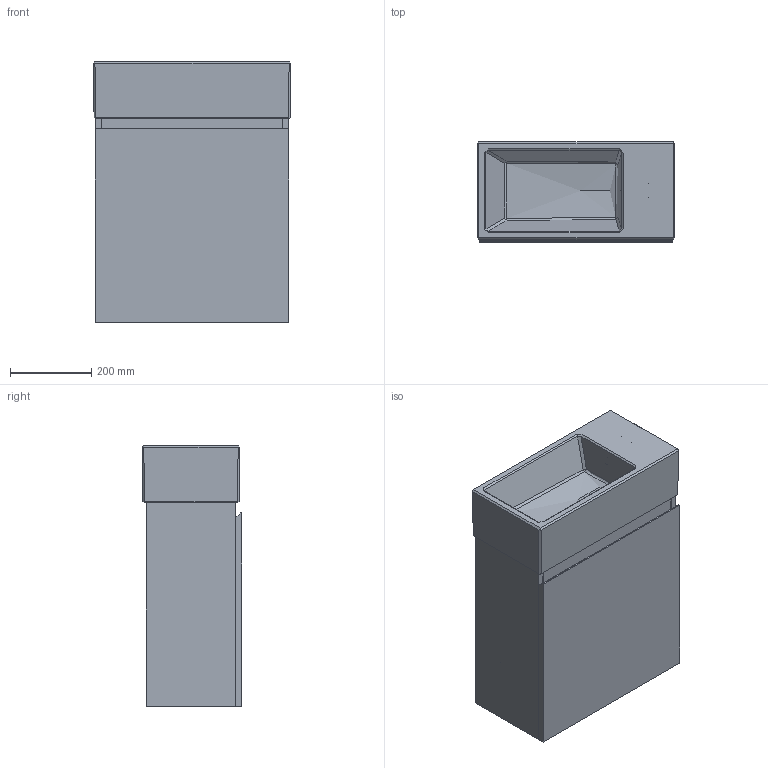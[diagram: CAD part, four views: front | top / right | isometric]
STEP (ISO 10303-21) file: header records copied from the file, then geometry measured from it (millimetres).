
FILE_DESCRIPTION(/* description */ (''),/* implementation_level */ '2;1');
FILE_NAME(/* name */ 'STEP - 2328352',/* time_stamp */ '2025-03-21T14:41:48+11:00',/* author */ (''),/* organization */ (''),/* preprocessor_version */ 'ST-DEVELOPER v16.5',/* originating_system */ 'Rhino 7.37',/* authorisation */ '');
FILE_SCHEMA (('AUTOMOTIVE_DESIGN'));
Length unit declared in the file: millimetre
Products named in the file (1): Document
Bounding box: 484.92 x 244.94 x 640 mm (x, y, z)
Volume: 19618348.2 mm3; surface area: 2501266 mm2
Topology: 11 solids, 11 shells, 437 faces, 1034 edges, 639 vertices
Faces by surface type: bspline 180, plane 130, cylinder 127
Full cylindrical faces by diameter (mm): 4 x8, 5 x12, 35 x2
Entity records: 19878 total; most frequent: CARTESIAN_POINT 13204, ORIENTED_EDGE 2062, EDGE_CURVE 1031, B_SPLINE_CURVE_WITH_KNOTS 670, VERTEX_POINT 636, EDGE_LOOP 481, ADVANCED_FACE 437, FACE_OUTER_BOUND 437
